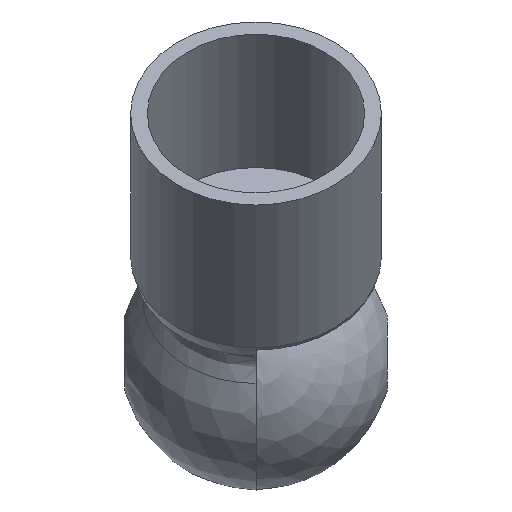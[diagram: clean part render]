
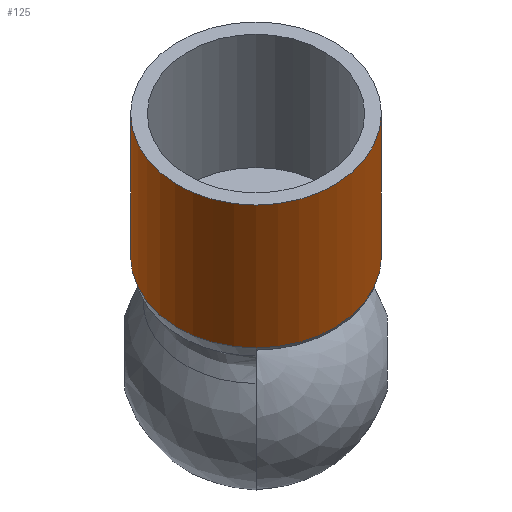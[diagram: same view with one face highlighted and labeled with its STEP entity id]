
A CAD part, top view. The second image highlights one B-rep face of the part: STEP entity #125.
In plain terms, the highlighted cylindrical face has radius 22.5 mm (diameter 45 mm), a full revolution.
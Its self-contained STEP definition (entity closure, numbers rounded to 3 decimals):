
#53=CYLINDRICAL_SURFACE('',#706,22.5);
#125=ADVANCED_FACE('',(#278,#279),#53,.T.);
#278=FACE_BOUND('',#332,.T.);
#279=FACE_BOUND('',#333,.T.);
#332=EDGE_LOOP('',(#453));
#333=EDGE_LOOP('',(#454));
#453=ORIENTED_EDGE('',*,*,#604,.T.);
#454=ORIENTED_EDGE('',*,*,#602,.T.);
#536=VERTEX_POINT('',#1401);
#538=VERTEX_POINT('',#1406);
#602=EDGE_CURVE('',#536,#536,#636,.T.);
#604=EDGE_CURVE('',#538,#538,#638,.T.);
#636=CIRCLE('',#701,22.5);
#638=CIRCLE('',#704,22.5);
#701=AXIS2_PLACEMENT_3D('',#1400,#838,#839);
#704=AXIS2_PLACEMENT_3D('',#1405,#844,#845);
#706=AXIS2_PLACEMENT_3D('',#1408,#848,#849);
#838=DIRECTION('',(0.,0.682,0.731));
#839=DIRECTION('',(1.,0.,0.));
#844=DIRECTION('',(0.,-0.682,-0.731));
#845=DIRECTION('',(-1.,0.,0.));
#848=DIRECTION('',(0.,-0.682,-0.731));
#849=DIRECTION('',(-1.,0.,0.));
#1400=CARTESIAN_POINT('',(0.,17.393,81.651));
#1401=CARTESIAN_POINT('',(22.5,17.393,81.651));
#1405=CARTESIAN_POINT('',(0.,42.966,109.075));
#1406=CARTESIAN_POINT('',(-22.5,42.966,109.075));
#1408=CARTESIAN_POINT('',(0.,42.966,109.075));
